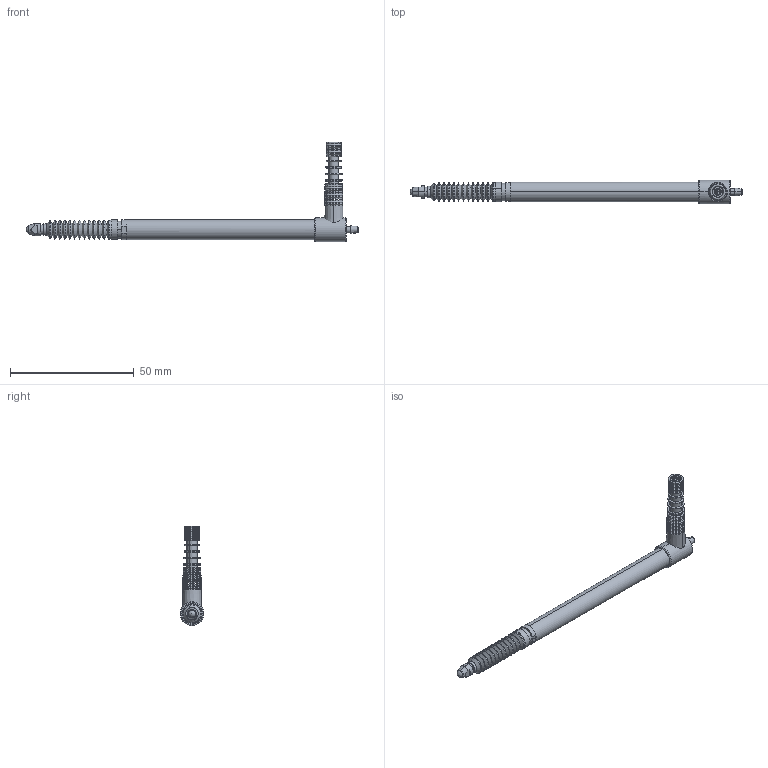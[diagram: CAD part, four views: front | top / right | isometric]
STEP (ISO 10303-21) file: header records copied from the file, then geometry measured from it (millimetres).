
FILE_DESCRIPTION (( 'STEP AP214' ), '1' );
FILE_NAME ('DP-15V.STEP', '2025-11-07T07:42:32', ( 'User' ), ( 'user' ), 'SwSTEP 2.0', 'SolidWorks 2020', '' );
FILE_SCHEMA (( 'AUTOMOTIVE_DESIGN' ));
Length unit declared in the file: millimetre
Products named in the file (1): DP-15V
Bounding box: 134.35 x 9.6 x 40.1 mm (x, y, z)
Surface area: 5408.1 mm2 (no closed solid volume)
Topology: 0 solids, 40 shells, 313 faces, 718 edges, 420 vertices
Faces by surface type: torus 188, cone 58, cylinder 40, plane 24, sphere 2, bspline 1
Entity records: 12821 total; most frequent: CARTESIAN_POINT 2011, DIRECTION 1856, ORIENTED_EDGE 1312, AXIS2_PLACEMENT_3D 858, EDGE_CURVE 713, CIRCLE 545, VERTEX_POINT 417, EDGE_LOOP 333
